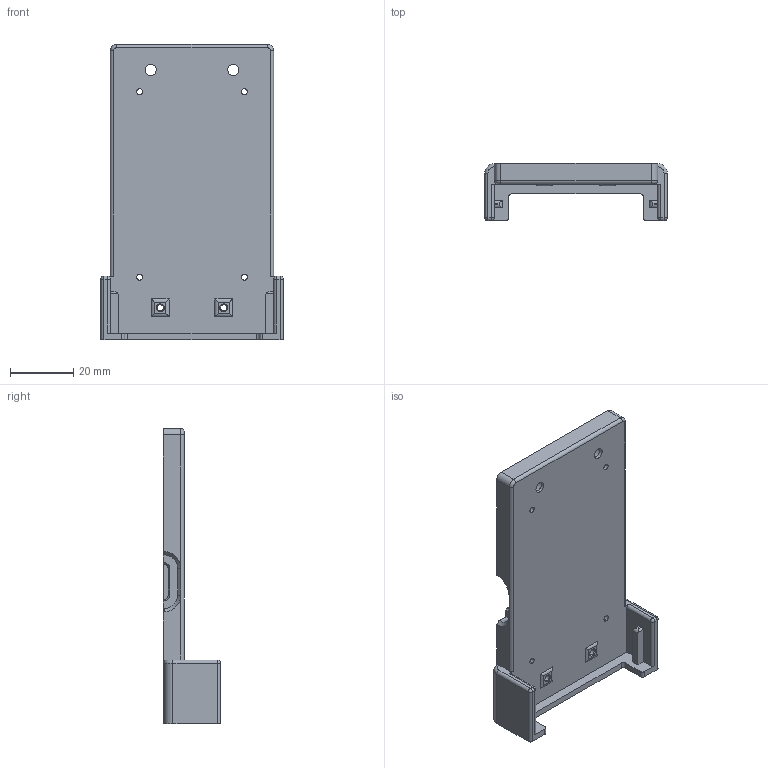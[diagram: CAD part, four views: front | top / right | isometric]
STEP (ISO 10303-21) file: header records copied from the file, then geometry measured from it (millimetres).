
FILE_DESCRIPTION(/* description */ ('STEP AP203'),/* implementation_level */ '2;1');
FILE_NAME(/* name */ 'uv-5r-back.stp',/* time_stamp */ '2025-11-13T17:41:23-08:00',/* author */ ('vaugerbird'),/* organization */ ('UNSPECIFIED'),/* preprocessor_version */ 'ST-DEVELOPER v20',/* originating_system */ 'Autodesk Inventor 2025',/* authorisation */ '');
FILE_SCHEMA (('AUTOMOTIVE_DESIGN { 1 0 10303 214 3 1 1 }'));
Length unit declared in the file: millimetre
Products named in the file (1): HS_UV-5R_1.3
Bounding box: 57.5 x 18 x 93 mm (x, y, z)
Volume: 19796.8 mm3; surface area: 14565.6 mm2
Topology: 1 solids, 1 shells, 171 faces, 438 edges, 283 vertices
Faces by surface type: cylinder 76, plane 71, cone 16, sphere 4, bspline 2, torus 2
Full cylindrical faces by diameter (mm): 1.9 x4, 2 x2, 2.25 x2, 3.5 x2, 3.9 x4, 5.5 x2
Entity records: 5315 total; most frequent: DIRECTION 948, CARTESIAN_POINT 929, ORIENTED_EDGE 876, EDGE_CURVE 438, AXIS2_PLACEMENT_3D 344, VERTEX_POINT 282, LINE 260, VECTOR 260
